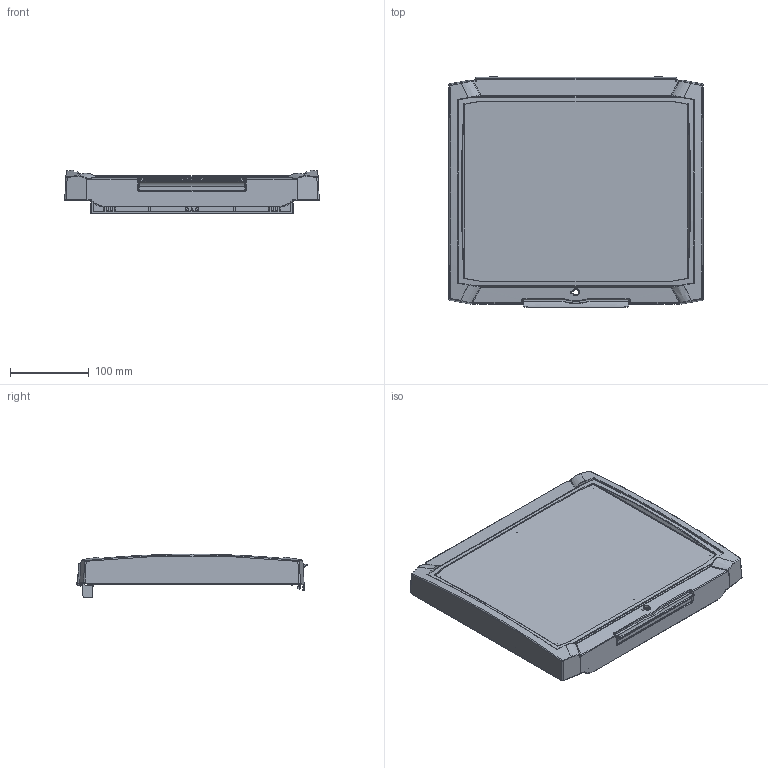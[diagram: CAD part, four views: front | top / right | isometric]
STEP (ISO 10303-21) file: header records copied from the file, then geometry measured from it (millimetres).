
FILE_DESCRIPTION(/* description */ (''),/* implementation_level */ '2;1');
FILE_NAME(/* name */ '2604130_3D.stp',/* time_stamp */ '2018-07-09T10:47:47+02:00',/* author */ ('haertel'),/* organization */ (''),/* preprocessor_version */ 'ST-DEVELOPER v16.13',/* originating_system */ 'Autodesk Inventor 2018',/* authorisation */ '');
FILE_SCHEMA (('AUTOMOTIVE_DESIGN { 1 0 10303 214 3 1 1 }'));
Products named in the file (5): 2604130_3D; 1011387_3D; 1009524_3Dsym; PART1; PART13
Assembly tree (4 placements, depth 2):
  2604130_3D
    1011387_3D
    1009524_3Dsym
    PART1
    PART13
Bounding box: 324 x 295.04 x 55.53 mm (x, y, z)
Volume: 609962.1 mm3; surface area: 407139.6 mm2
Topology: 4 solids, 4 shells, 2015 faces, 5340 edges, 3293 vertices
Faces by surface type: plane 1019, cylinder 497, bspline 327, sphere 110, cone 48, torus 14
Full cylindrical faces by diameter (mm): 2 x2, 2.15 x8
Entity records: 92170 total; most frequent: CARTESIAN_POINT 43340, ORIENTED_EDGE 10424, DIRECTION 9871, EDGE_CURVE 5212, AXIS2_PLACEMENT_3D 3347, VERTEX_POINT 3269, LINE 3177, VECTOR 3177
